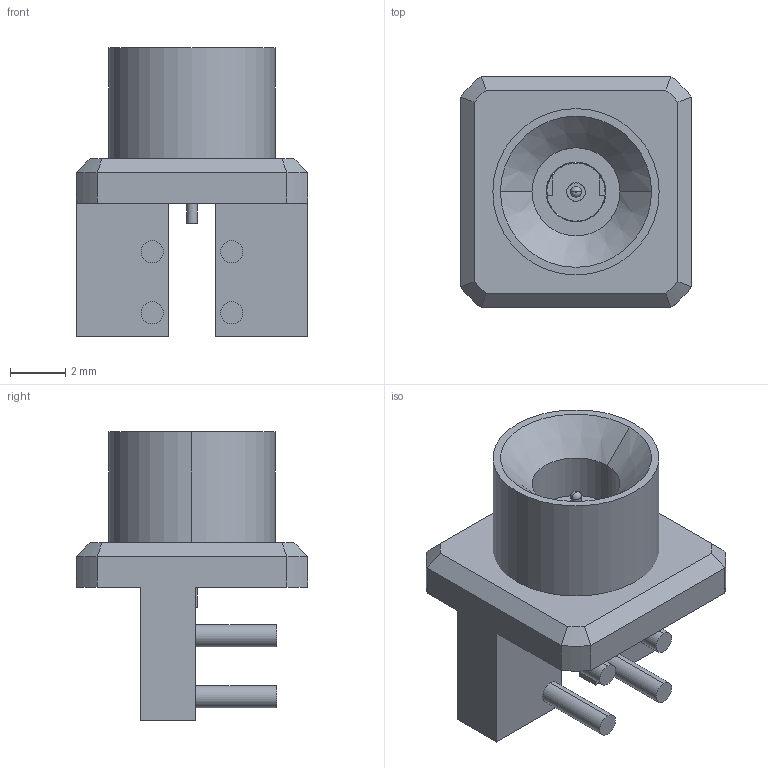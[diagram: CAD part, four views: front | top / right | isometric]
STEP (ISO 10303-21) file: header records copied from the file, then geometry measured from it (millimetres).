
FILE_DESCRIPTION (( 'STEP AP214' ), '1' );
FILE_NAME ('56-410-D3-XX.STEP', '2024-08-08T11:42:51', ( '' ), ( '' ), 'SwSTEP 2.0', 'SolidWorks 2024', '' );
FILE_SCHEMA (( 'AUTOMOTIVE_DESIGN' ));
Length unit declared in the file: millimetre
Products named in the file (1): 56-410-D3-XX
Bounding box: 8.35 x 8.35 x 10.4 mm (x, y, z)
Surface area: 429.5 mm2 (no closed solid volume)
Topology: 0 solids, 5 shells, 64 faces, 158 edges, 102 vertices
Faces by surface type: cylinder 28, plane 28, cone 6, torus 2
Entity records: 1922 total; most frequent: DIRECTION 356, CARTESIAN_POINT 349, ORIENTED_EDGE 290, EDGE_CURVE 158, AXIS2_PLACEMENT_3D 141, VERTEX_POINT 102, CIRCLE 76, LINE 74
